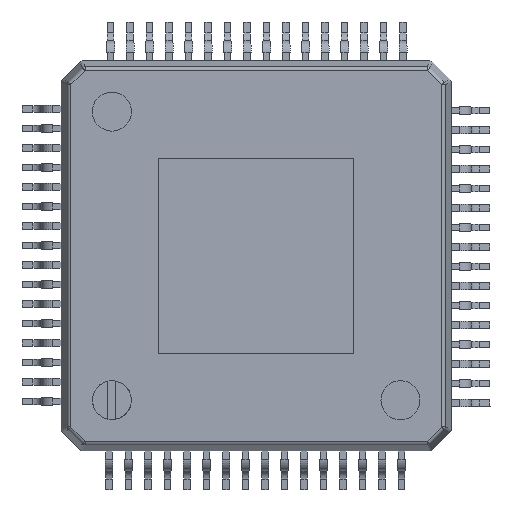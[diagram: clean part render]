
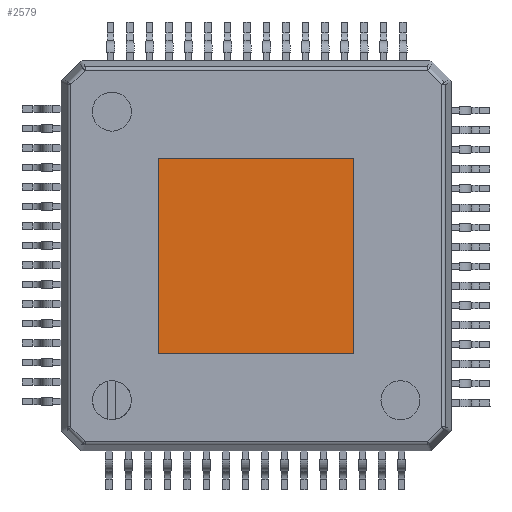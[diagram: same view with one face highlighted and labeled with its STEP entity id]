
A CAD part, top view. The second image highlights one B-rep face of the part: STEP entity #2579.
In plain terms, the highlighted face is planar.
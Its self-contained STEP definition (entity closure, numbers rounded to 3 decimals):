
#691=FACE_OUTER_BOUND('',#845,.T.);
#845=EDGE_LOOP('',(#2359,#2360,#2361,#2362));
#1023=LINE('',#5565,#1209);
#1027=LINE('',#5572,#1213);
#1030=LINE('',#5578,#1216);
#1032=LINE('',#5581,#1218);
#1209=VECTOR('',#3467,5.);
#1213=VECTOR('',#3473,5.);
#1216=VECTOR('',#3478,5.);
#1218=VECTOR('',#3482,5.);
#1404=VERTEX_POINT('',#5562);
#1405=VERTEX_POINT('',#5564);
#1407=VERTEX_POINT('',#5570);
#1409=VERTEX_POINT('',#5576);
#1719=EDGE_CURVE('',#1404,#1405,#1023,.T.);
#1723=EDGE_CURVE('',#1407,#1404,#1027,.T.);
#1726=EDGE_CURVE('',#1409,#1407,#1030,.T.);
#1728=EDGE_CURVE('',#1405,#1409,#1032,.T.);
#2359=ORIENTED_EDGE('',*,*,#1728,.F.);
#2360=ORIENTED_EDGE('',*,*,#1719,.F.);
#2361=ORIENTED_EDGE('',*,*,#1723,.F.);
#2362=ORIENTED_EDGE('',*,*,#1726,.F.);
#2434=PLANE('',#2799);
#2579=ADVANCED_FACE('',(#691),#2434,.F.);
#2799=AXIS2_PLACEMENT_3D('',#5582,#3483,#3484);
#3467=DIRECTION('',(0.,-1.,0.));
#3473=DIRECTION('',(-1.,0.,0.));
#3478=DIRECTION('',(0.,1.,0.));
#3482=DIRECTION('',(1.,0.,0.));
#3483=DIRECTION('center_axis',(0.,0.,1.));
#3484=DIRECTION('ref_axis',(1.,0.,0.));
#5562=CARTESIAN_POINT('',(-2.5,2.5,0.));
#5564=CARTESIAN_POINT('',(-2.5,-2.5,0.));
#5565=CARTESIAN_POINT('',(-2.5,2.5,0.));
#5570=CARTESIAN_POINT('',(2.5,2.5,0.));
#5572=CARTESIAN_POINT('',(2.5,2.5,0.));
#5576=CARTESIAN_POINT('',(2.5,-2.5,0.));
#5578=CARTESIAN_POINT('',(2.5,-2.5,0.));
#5581=CARTESIAN_POINT('',(-2.5,-2.5,0.));
#5582=CARTESIAN_POINT('Origin',(0.,0.,
0.));
